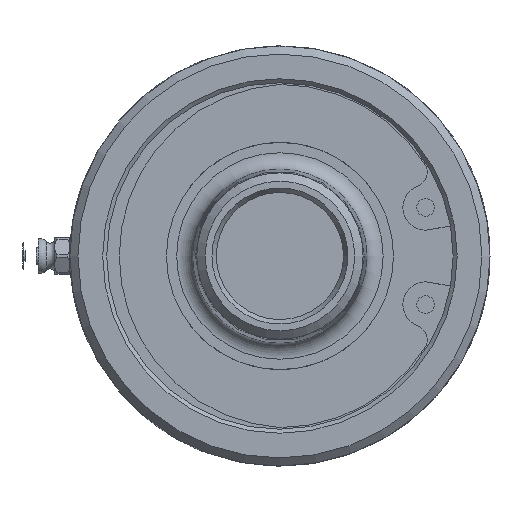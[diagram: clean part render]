
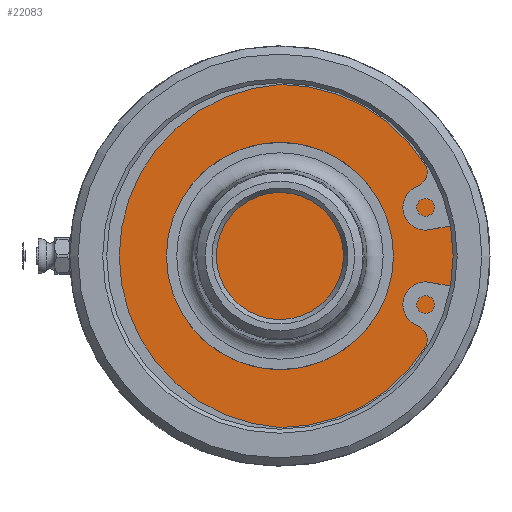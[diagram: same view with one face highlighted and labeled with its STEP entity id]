
A CAD part, left-side view. The second image highlights one B-rep face of the part: STEP entity #22083.
In plain terms, the highlighted planar face has unit normal (-1, 0, 0).
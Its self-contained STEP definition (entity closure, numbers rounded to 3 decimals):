
#3007=CIRCLE('',#23379,36.9);
#4230=FACE_OUTER_BOUND('',#5576,.T.);
#5576=EDGE_LOOP('',(#19744));
#10387=VERTEX_POINT('',#48377);
#13544=EDGE_CURVE('',#10387,#10387,#3007,.T.);
#19744=ORIENTED_EDGE('',*,*,#13544,.T.);
#20959=PLANE('',#23378);
#22083=ADVANCED_FACE('',(#4230),#20959,.F.);
#23378=AXIS2_PLACEMENT_3D('',#48376,#27116,#27117);
#23379=AXIS2_PLACEMENT_3D('',#48378,#27118,#27119);
#27116=DIRECTION('center_axis',(1.,0.,0.));
#27117=DIRECTION('ref_axis',(0.,0.,-1.));
#27118=DIRECTION('center_axis',(-1.,0.,0.));
#27119=DIRECTION('ref_axis',(0.,1.,0.));
#48376=CARTESIAN_POINT('Origin',(7.06,18.45,0.));
#48377=CARTESIAN_POINT('',(7.06,-36.9,0.));
#48378=CARTESIAN_POINT('Origin',(7.06,0.,0.));
